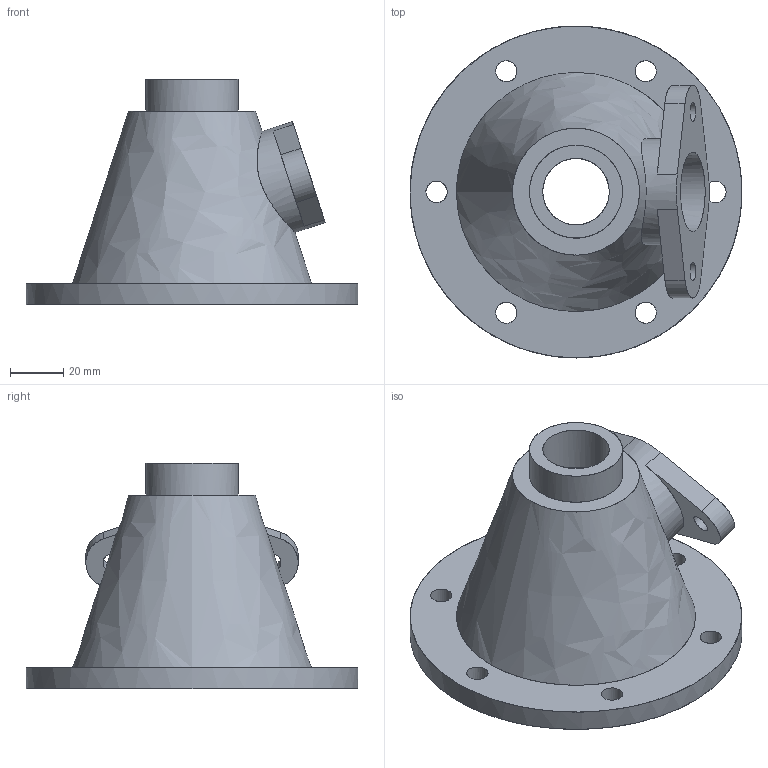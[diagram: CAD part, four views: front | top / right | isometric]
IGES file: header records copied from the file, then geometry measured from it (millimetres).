
Global section: file name: ef.igs; native system: NX V2506; preprocessor: SIEMENS PLM Software NX2506.5001; date: 20251007.194621; units: millimetre
Bounding box: 125 x 125 x 85 mm (x, y, z)
Surface area: 55242.9 mm2 (no closed solid volume)
Topology: 0 solids, 0 shells, 31 faces, 522 edges, 530 vertices
Faces by surface type: bspline 31
